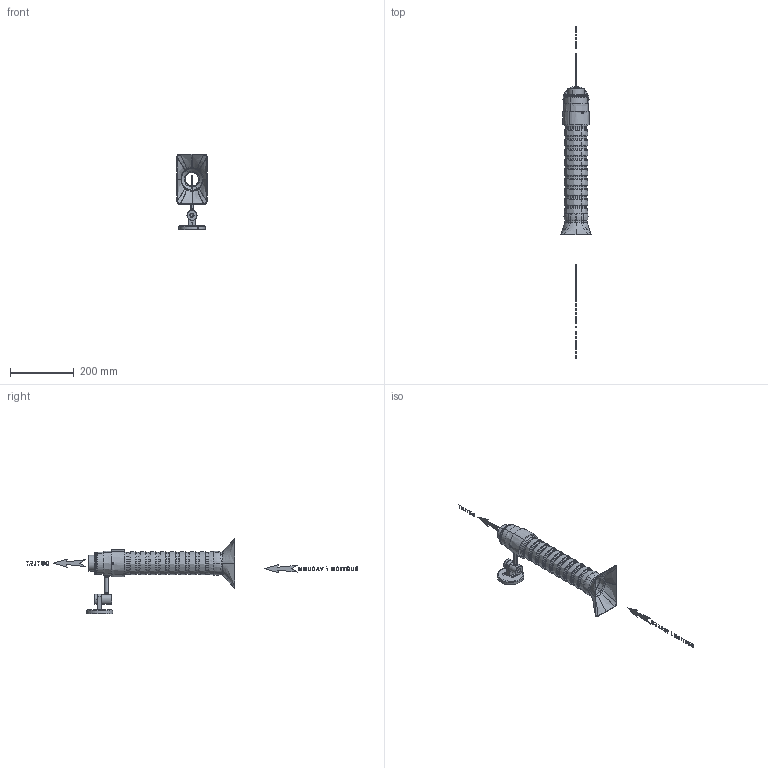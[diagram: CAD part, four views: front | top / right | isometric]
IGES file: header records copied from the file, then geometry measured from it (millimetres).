
Start section: START RECORD GO HERE.
Global section: file name: 40002 with MB, Pipe & Rect Nozzle.igs; native system: DASSAULT SYSTEMES CATIA V5 R20 - www.3ds.com; preprocessor: CATIA Version 5 Release 20 ; author: DESIGNENG; organization: DESIGNENG; date: 20150526.175126; units: millimetre
Bounding box: 95 x 1038.44 x 236.47 mm (x, y, z)
Volume: 403061.4 mm3; surface area: 292695.8 mm2
Topology: 34 solids, 34 shells, 1901 faces, 5046 edges, 3285 vertices
Faces by surface type: plane 545, bspline 493, revolution 446, extrusion 417
